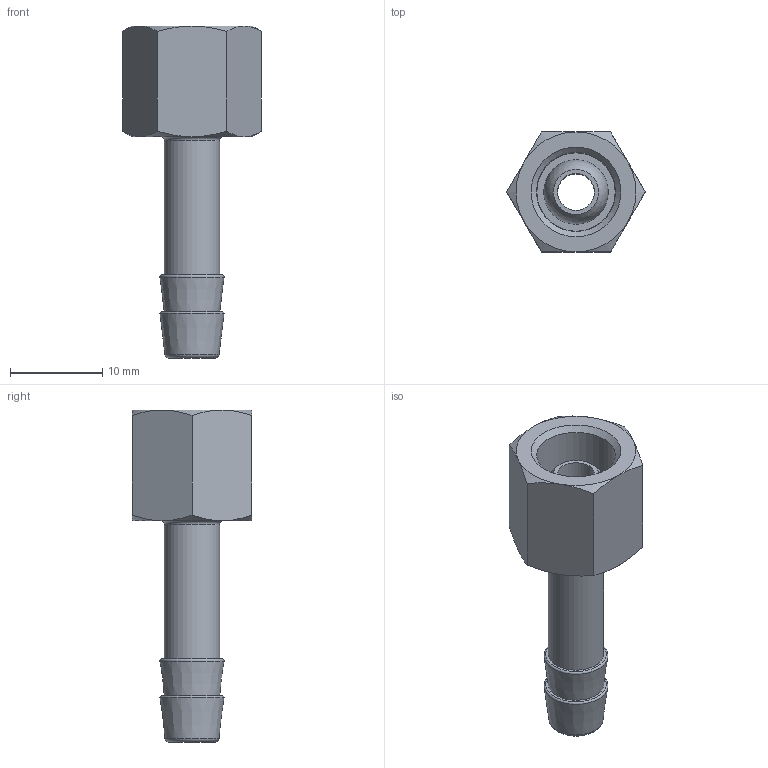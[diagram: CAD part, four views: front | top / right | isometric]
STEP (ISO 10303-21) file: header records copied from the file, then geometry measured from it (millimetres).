
FILE_DESCRIPTION(/* description */ ('STEP AP214'),/* implementation_level */ '2;1');
FILE_NAME(/* name */ '2021_C-1_8-P-6',/* time_stamp */ '2024-08-05T15:52:46+02:00',/* author */ ('License CC BY-ND 4.0'),/* organization */ ('CADENAS'),/* preprocessor_version */ 'ST-DEVELOPER v19.3',/* originating_system */ 'PARTsolutions',/* authorisation */ ' ');
FILE_SCHEMA (('AUTOMOTIVE_DESIGN {1 0 10303 214 3 1 1}'));
Length unit declared in the file: millimetre
Products named in the file (1): 2021 C-1/8-P-6
Bounding box: 15.01 x 13 x 36 mm (x, y, z)
Volume: 1779.1 mm3; surface area: 2175.5 mm2
Topology: 1 solids, 1 shells, 43 faces, 81 edges, 48 vertices
Faces by surface type: plane 16, cone 15, cylinder 7, torus 4, sphere 1
Full cylindrical faces by diameter (mm): 4 x1, 6 x1, 7 x2, 7.1 x1, 8.5 x1, 8.566 x1
Entity records: 1050 total; most frequent: CARTESIAN_POINT 230, DIRECTION 166, ORIENTED_EDGE 132, AXIS2_PLACEMENT_3D 80, EDGE_LOOP 68, FACE_BOUND 68, EDGE_CURVE 66, VERTEX_POINT 48
